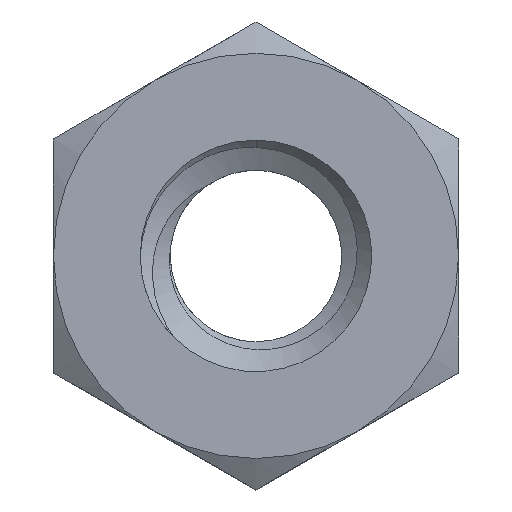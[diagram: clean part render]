
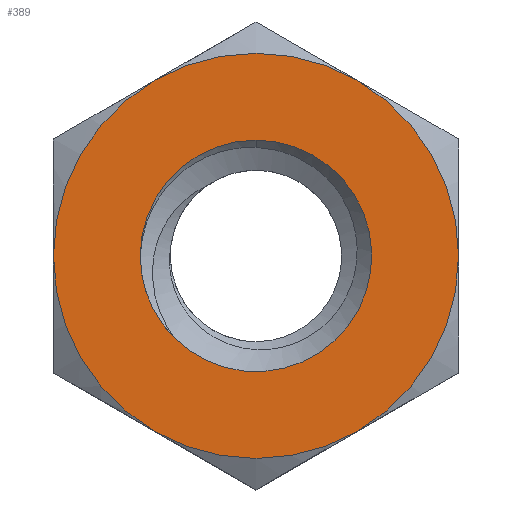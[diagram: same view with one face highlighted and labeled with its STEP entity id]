
A CAD part, top view. The second image highlights one B-rep face of the part: STEP entity #389.
In plain terms, the highlighted planar face has unit normal (0, 0, 1).
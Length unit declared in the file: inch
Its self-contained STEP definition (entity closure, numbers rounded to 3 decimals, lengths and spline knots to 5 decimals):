
#18=FACE_BOUND('',#92,.T.);
#23=PLANE('',#432);
#66=FACE_OUTER_BOUND('',#91,.T.);
#91=EDGE_LOOP('',(#319,#320,#321,#322,#323,#324));
#92=EDGE_LOOP('',(#325,#326,#327));
#104=CIRCLE('',#417,0.125);
#106=CIRCLE('',#420,0.125);
#108=CIRCLE('',#430,0.125);
#109=CIRCLE('',#433,0.21875);
#110=CIRCLE('',#434,0.21875);
#111=CIRCLE('',#435,0.21875);
#112=CIRCLE('',#436,0.21875);
#113=CIRCLE('',#437,0.21875);
#114=CIRCLE('',#438,0.21875);
#166=VERTEX_POINT('',#615);
#167=VERTEX_POINT('',#636);
#169=VERTEX_POINT('',#664);
#185=VERTEX_POINT('',#1052);
#188=VERTEX_POINT('',#1064);
#190=VERTEX_POINT('',#1074);
#191=VERTEX_POINT('',#1137);
#192=VERTEX_POINT('',#1139);
#193=VERTEX_POINT('',#1141);
#202=EDGE_CURVE('',#166,#167,#104,.T.);
#208=EDGE_CURVE('',#167,#169,#106,.T.);
#237=EDGE_CURVE('',#169,#166,#108,.T.);
#240=EDGE_CURVE('',#185,#188,#109,.T.);
#241=EDGE_CURVE('',#188,#190,#110,.T.);
#242=EDGE_CURVE('',#190,#191,#111,.T.);
#243=EDGE_CURVE('',#191,#192,#112,.T.);
#244=EDGE_CURVE('',#192,#193,#113,.T.);
#245=EDGE_CURVE('',#193,#185,#114,.T.);
#319=ORIENTED_EDGE('',*,*,#240,.T.);
#320=ORIENTED_EDGE('',*,*,#241,.T.);
#321=ORIENTED_EDGE('',*,*,#242,.T.);
#322=ORIENTED_EDGE('',*,*,#243,.T.);
#323=ORIENTED_EDGE('',*,*,#244,.T.);
#324=ORIENTED_EDGE('',*,*,#245,.T.);
#325=ORIENTED_EDGE('',*,*,#208,.F.);
#326=ORIENTED_EDGE('',*,*,#202,.F.);
#327=ORIENTED_EDGE('',*,*,#237,.F.);
#389=ADVANCED_FACE('',(#66,#18),#23,.T.);
#417=AXIS2_PLACEMENT_3D('',#637,#458,#459);
#420=AXIS2_PLACEMENT_3D('',#713,#465,#466);
#430=AXIS2_PLACEMENT_3D('',#1082,#497,#498);
#432=AXIS2_PLACEMENT_3D('',#1134,#501,#502);
#433=AXIS2_PLACEMENT_3D('',#1135,#503,#504);
#434=AXIS2_PLACEMENT_3D('',#1136,#505,#506);
#435=AXIS2_PLACEMENT_3D('',#1138,#507,#508);
#436=AXIS2_PLACEMENT_3D('',#1140,#509,#510);
#437=AXIS2_PLACEMENT_3D('',#1142,#511,#512);
#438=AXIS2_PLACEMENT_3D('',#1143,#513,#514);
#458=DIRECTION('center_axis',(0.,0.,1.));
#459=DIRECTION('ref_axis',(1.,0.,0.));
#465=DIRECTION('center_axis',(0.,0.,1.));
#466=DIRECTION('ref_axis',(1.,0.,0.));
#497=DIRECTION('center_axis',(0.,0.,1.));
#498=DIRECTION('ref_axis',(1.,0.,0.));
#501=DIRECTION('center_axis',(0.,0.,1.));
#502=DIRECTION('ref_axis',(1.,0.,0.));
#503=DIRECTION('center_axis',(0.,0.,1.));
#504=DIRECTION('ref_axis',(1.,0.,0.));
#505=DIRECTION('center_axis',(0.,0.,1.));
#506=DIRECTION('ref_axis',(1.,0.,0.));
#507=DIRECTION('center_axis',(0.,0.,1.));
#508=DIRECTION('ref_axis',(1.,0.,0.));
#509=DIRECTION('center_axis',(0.,0.,1.));
#510=DIRECTION('ref_axis',(1.,0.,0.));
#511=DIRECTION('center_axis',(0.,0.,1.));
#512=DIRECTION('ref_axis',(1.,0.,0.));
#513=DIRECTION('center_axis',(0.,0.,1.));
#514=DIRECTION('ref_axis',(1.,0.,0.));
#615=CARTESIAN_POINT('',(-0.125,0.,0.10938));
#636=CARTESIAN_POINT('',(-0.08839,-0.08839,0.10938));
#637=CARTESIAN_POINT('Origin',(0.,0.,0.10938));
#664=CARTESIAN_POINT('',(0.,0.125,0.10938));
#713=CARTESIAN_POINT('Origin',(0.,0.,0.10938));
#1052=CARTESIAN_POINT('',(0.10938,-0.18944,0.10938));
#1064=CARTESIAN_POINT('',(0.21875,0.,0.10938));
#1074=CARTESIAN_POINT('',(0.10938,0.18944,0.10938));
#1082=CARTESIAN_POINT('Origin',(0.,0.,0.10938));
#1134=CARTESIAN_POINT('Origin',(-0.21875,0.1263,0.10938));
#1135=CARTESIAN_POINT('Origin',(0.,0.,0.10938));
#1136=CARTESIAN_POINT('Origin',(0.,0.,0.10938));
#1137=CARTESIAN_POINT('',(-0.10938,0.18944,0.10938));
#1138=CARTESIAN_POINT('Origin',(0.,0.,0.10938));
#1139=CARTESIAN_POINT('',(-0.21875,0.,0.10938));
#1140=CARTESIAN_POINT('Origin',(0.,0.,0.10938));
#1141=CARTESIAN_POINT('',(-0.10938,-0.18944,0.10938));
#1142=CARTESIAN_POINT('Origin',(0.,0.,0.10938));
#1143=CARTESIAN_POINT('Origin',(0.,0.,0.10938));
